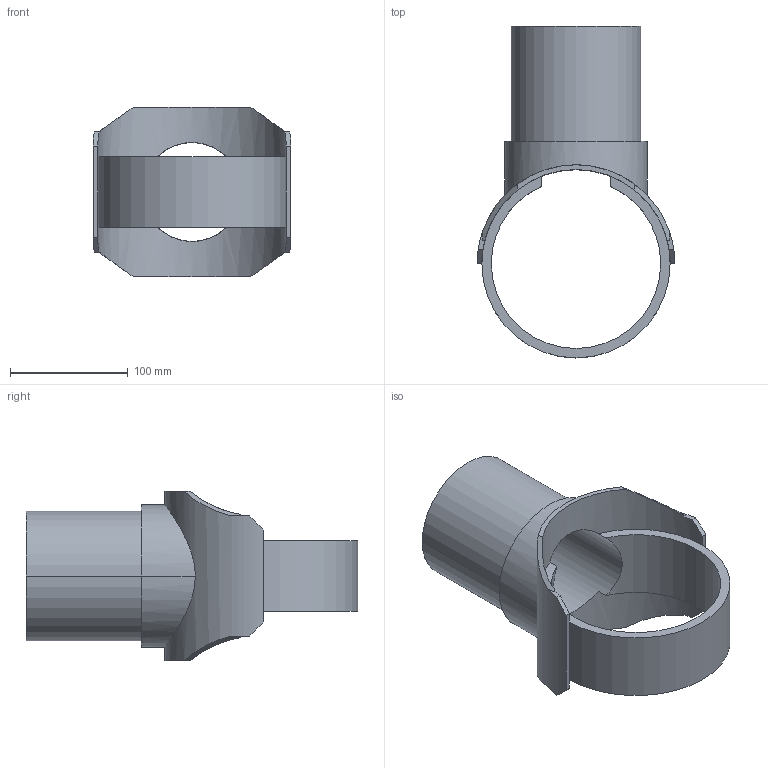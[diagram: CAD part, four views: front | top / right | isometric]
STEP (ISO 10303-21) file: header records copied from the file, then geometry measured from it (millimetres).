
FILE_DESCRIPTION( ( '' ), '1' );
FILE_NAME( 'AGRU_70288161111_PE_100-RC_schwarz_Stutzenschelle_160_110_SDR11_ISO_S-5_05.stp', '2017-12-12T10:47:57', ( '' ), ( '' ), ' ', ' ', ' ' );
FILE_SCHEMA( ( 'automotive_design' ) );
Length unit declared in the file: millimetre
Products named in the file (1): 1
Bounding box: 168 x 282 x 144 mm (x, y, z)
Volume: 857411.5 mm3; surface area: 170401.7 mm2
Topology: 1 solids, 1 shells, 37 faces, 104 edges, 68 vertices
Faces by surface type: plane 24, cylinder 13
Entity records: 2732 total; most frequent: CARTESIAN_POINT 556, DIRECTION 220, STYLED_ITEM 210, PRESENTATION_STYLE_ASSIGNMENT 210, COLOUR_RGB 210, ORIENTED_EDGE 208, EDGE_CURVE 104, CURVE_STYLE 104
